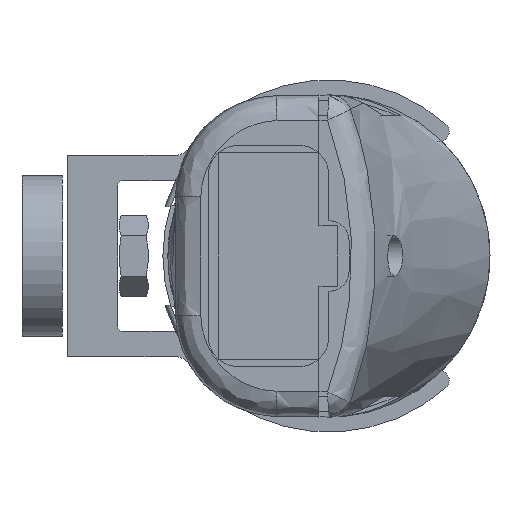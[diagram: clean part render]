
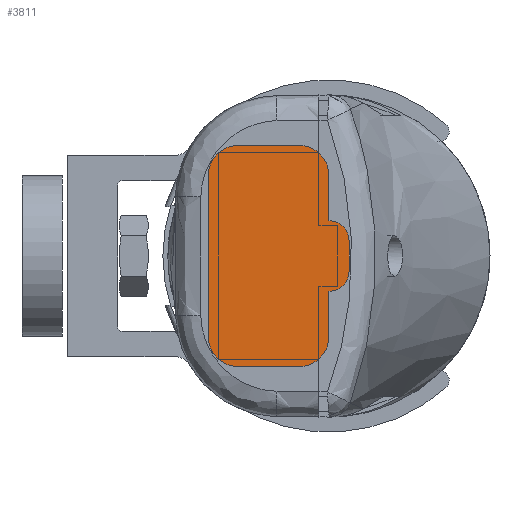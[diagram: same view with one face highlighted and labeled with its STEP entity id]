
A CAD part, left-side view. The second image highlights one B-rep face of the part: STEP entity #3811.
In plain terms, the highlighted planar face has unit normal (-1, 0, 0).
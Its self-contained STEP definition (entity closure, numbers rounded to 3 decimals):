
#364=CIRCLE('',#4081,3.);
#366=CIRCLE('',#4085,3.);
#368=CIRCLE('',#4089,3.);
#369=CIRCLE('',#4090,2.);
#370=CIRCLE('',#4091,2.);
#371=CIRCLE('',#4092,3.);
#572=FACE_OUTER_BOUND('',#730,.T.);
#730=EDGE_LOOP('',(#3311,#3312,#3313,#3314,#3315,#3316,#3317,#3318,#3319,
#3320,#3321,#3322));
#1021=LINE('',#8413,#1343);
#1024=LINE('',#8425,#1346);
#1027=LINE('',#8433,#1349);
#1028=LINE('',#8437,#1350);
#1029=LINE('',#8441,#1351);
#1030=LINE('',#8443,#1352);
#1343=VECTOR('',#4791,6.);
#1346=VECTOR('',#4802,6.);
#1349=VECTOR('',#4809,4.5);
#1350=VECTOR('',#4812,3.);
#1351=VECTOR('',#4815,4.5);
#1352=VECTOR('',#4818,16.);
#1843=VERTEX_POINT('',#8400);
#1844=VERTEX_POINT('',#8401);
#1848=VERTEX_POINT('',#8411);
#1849=VERTEX_POINT('',#8415);
#1850=VERTEX_POINT('',#8416);
#1853=VERTEX_POINT('',#8424);
#1855=VERTEX_POINT('',#8430);
#1856=VERTEX_POINT('',#8432);
#1857=VERTEX_POINT('',#8434);
#1858=VERTEX_POINT('',#8436);
#1859=VERTEX_POINT('',#8438);
#1860=VERTEX_POINT('',#8440);
#2476=EDGE_CURVE('',#1843,#1844,#364,.T.);
#2482=EDGE_CURVE('',#1843,#1848,#1021,.T.);
#2483=EDGE_CURVE('',#1849,#1850,#366,.T.);
#2487=EDGE_CURVE('',#1853,#1850,#1024,.T.);
#2490=EDGE_CURVE('',#1855,#1848,#368,.T.);
#2491=EDGE_CURVE('',#1855,#1856,#1027,.T.);
#2492=EDGE_CURVE('',#1857,#1856,#369,.T.);
#2493=EDGE_CURVE('',#1858,#1857,#1028,.T.);
#2494=EDGE_CURVE('',#1859,#1858,#370,.T.);
#2495=EDGE_CURVE('',#1859,#1860,#1029,.T.);
#2496=EDGE_CURVE('',#1853,#1860,#371,.T.);
#2497=EDGE_CURVE('',#1849,#1844,#1030,.T.);
#3311=ORIENTED_EDGE('',*,*,#2476,.F.);
#3312=ORIENTED_EDGE('',*,*,#2482,.T.);
#3313=ORIENTED_EDGE('',*,*,#2490,.F.);
#3314=ORIENTED_EDGE('',*,*,#2491,.T.);
#3315=ORIENTED_EDGE('',*,*,#2492,.F.);
#3316=ORIENTED_EDGE('',*,*,#2493,.F.);
#3317=ORIENTED_EDGE('',*,*,#2494,.F.);
#3318=ORIENTED_EDGE('',*,*,#2495,.T.);
#3319=ORIENTED_EDGE('',*,*,#2496,.F.);
#3320=ORIENTED_EDGE('',*,*,#2487,.T.);
#3321=ORIENTED_EDGE('',*,*,#2483,.F.);
#3322=ORIENTED_EDGE('',*,*,#2497,.T.);
#3604=PLANE('',#4088);
#3811=ADVANCED_FACE('',(#572),#3604,.T.);
#4081=AXIS2_PLACEMENT_3D('',#8402,#4781,#4782);
#4085=AXIS2_PLACEMENT_3D('',#8417,#4794,#4795);
#4088=AXIS2_PLACEMENT_3D('',#8429,#4805,#4806);
#4089=AXIS2_PLACEMENT_3D('',#8431,#4807,#4808);
#4090=AXIS2_PLACEMENT_3D('',#8435,#4810,#4811);
#4091=AXIS2_PLACEMENT_3D('',#8439,#4813,#4814);
#4092=AXIS2_PLACEMENT_3D('',#8442,#4816,#4817);
#4781=DIRECTION('center_axis',(1.,0.,0.));
#4782=DIRECTION('ref_axis',(0.,0.707,-0.707));
#4791=DIRECTION('',(0.,-1.,0.));
#4794=DIRECTION('center_axis',(1.,0.,0.));
#4795=DIRECTION('ref_axis',(0.,0.707,0.707));
#4802=DIRECTION('',(0.,1.,0.));
#4805=DIRECTION('center_axis',(-1.,0.,0.));
#4806=DIRECTION('ref_axis',(0.,0.,1.));
#4807=DIRECTION('center_axis',(1.,0.,0.));
#4808=DIRECTION('ref_axis',(0.,-0.707,-0.707));
#4809=DIRECTION('',(0.,0.,1.));
#4810=DIRECTION('center_axis',(1.,0.,0.));
#4811=DIRECTION('ref_axis',(0.,-0.707,-0.707));
#4812=DIRECTION('',(0.,0.,-1.));
#4813=DIRECTION('center_axis',(1.,0.,0.));
#4814=DIRECTION('ref_axis',(0.,-0.707,0.707));
#4815=DIRECTION('',(0.,0.,1.));
#4816=DIRECTION('center_axis',(1.,0.,0.));
#4817=DIRECTION('ref_axis',(0.,-0.707,0.707));
#4818=DIRECTION('',(0.,0.,-1.));
#8400=CARTESIAN_POINT('',(-258.,9.,-11.));
#8401=CARTESIAN_POINT('',(-258.,12.,-8.));
#8402=CARTESIAN_POINT('Origin',(-258.,9.,-8.));
#8411=CARTESIAN_POINT('',(-258.,3.,-11.));
#8413=CARTESIAN_POINT('',(-258.,0.,-11.));
#8415=CARTESIAN_POINT('',(-258.,12.,8.));
#8416=CARTESIAN_POINT('',(-258.,9.,11.));
#8417=CARTESIAN_POINT('Origin',(-258.,9.,8.));
#8424=CARTESIAN_POINT('',(-258.,3.,11.));
#8425=CARTESIAN_POINT('',(-258.,12.,11.));
#8429=CARTESIAN_POINT('Origin',(-258.,6.,0.));
#8430=CARTESIAN_POINT('',(-258.,0.,-8.));
#8431=CARTESIAN_POINT('Origin',(-258.,3.,-8.));
#8432=CARTESIAN_POINT('',(-258.,0.,-3.5));
#8433=CARTESIAN_POINT('',(-258.,0.,11.));
#8434=CARTESIAN_POINT('',(-258.,-2.,-1.5));
#8435=CARTESIAN_POINT('Origin',(-258.,0.,-1.5));
#8436=CARTESIAN_POINT('',(-258.,-2.,1.5));
#8437=CARTESIAN_POINT('',(-258.,-2.,-1.75));
#8438=CARTESIAN_POINT('',(-258.,0.,3.5));
#8439=CARTESIAN_POINT('Origin',(-258.,0.,1.5));
#8440=CARTESIAN_POINT('',(-258.,0.,8.));
#8441=CARTESIAN_POINT('',(-258.,0.,11.));
#8442=CARTESIAN_POINT('Origin',(-258.,3.,8.));
#8443=CARTESIAN_POINT('',(-258.,12.,-11.));
